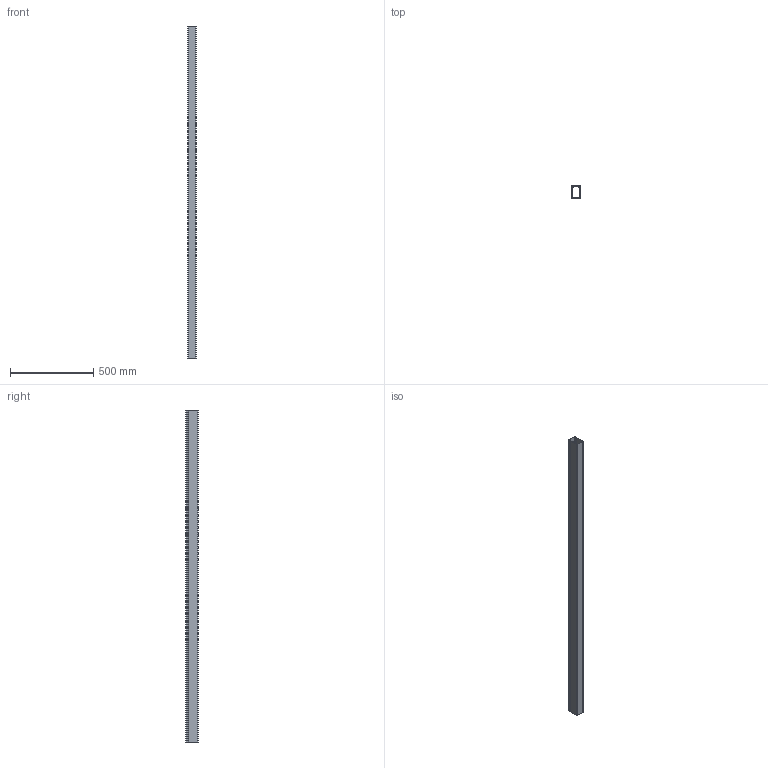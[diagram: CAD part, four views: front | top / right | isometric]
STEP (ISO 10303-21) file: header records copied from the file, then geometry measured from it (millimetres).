
FILE_DESCRIPTION (( 'STEP AP214' ), '1' );
FILE_NAME ('6178424.stp', '2016-08-09T07:02:13', ( '' ), ( '' ), 'SwSTEP 2.0', 'SolidWorks 2014', '' );
FILE_SCHEMA (( 'AUTOMOTIVE_DESIGN' ));
Length unit declared in the file: millimetre
Products named in the file (3): Verdrahtungskanal_LKVN_75050; Oberteil_LKV_50; 6178424
Assembly tree (2 placements, depth 2):
  6178424
    Oberteil_LKV_50
    Verdrahtungskanal_LKVN_75050
Bounding box: 50 x 74.6 x 2000 mm (x, y, z)
Volume: 945791.9 mm3; surface area: 1034028 mm2
Topology: 2 solids, 2 shells, 63 faces, 177 edges, 118 vertices
Faces by surface type: plane 40, cylinder 23
Entity records: 2774 total; most frequent: CARTESIAN_POINT 363, DIRECTION 359, ORIENTED_EDGE 354, EDGE_CURVE 177, LINE 131, VECTOR 131, VERTEX_POINT 118, AXIS2_PLACEMENT_3D 114
